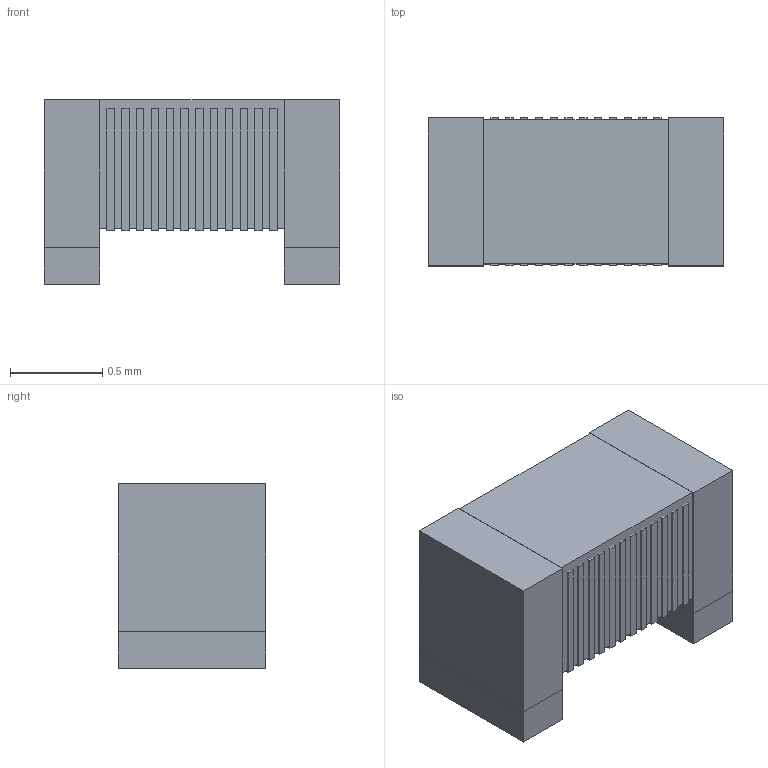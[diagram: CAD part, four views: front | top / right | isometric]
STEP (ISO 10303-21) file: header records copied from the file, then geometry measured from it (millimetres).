
FILE_DESCRIPTION(('CAx-IF Rec.Pracs.---Model Styling and Organization---1.5---2016-08-15','CAx-IF Rec.Pracs.---Geometric and Assembly Validation Properties---4.4---2016-08-17','CAx-IF Rec.Pracs.---User Defined Attributes---1.5---2016-08-15','CAx-IF Rec.Pracs.---External References---2.1---2005-01-19'),'2;1');
FILE_NAME('1297915.step','2023-11-09T13:12:32',('Unspecified'),('Unspecified'),'CAD Exchanger 3.10.2 (cadexchanger.com)','Unspecified','');
FILE_SCHEMA(('AUTOMOTIVE_DESIGN { 1 0 10303 214 1 1 1 1 }'));
Length unit declared in the file: millimetre
Products named in the file (18): ASSEMBLY; Rect1; Rect2; Rect3; Rect4; Rect5; Rect6; Rect7; Rect8; Rect9; Rect10; Rect11; Rect12; Rect13; Rect14; Rect15; Rect16; Rect17
Assembly tree (17 placements, depth 2):
  ASSEMBLY
    Rect1
    Rect2
    Rect3
    Rect4
    Rect5
    Rect6
    Rect7
    Rect8
    Rect9
    Rect10
    Rect11
    Rect12
    Rect13
    Rect14
    Rect15
    Rect16
    Rect17
Bounding box: 1.6 x 0.8 x 1 mm (x, y, z)
Volume: 1.3 mm3; surface area: 24.4 mm2
Topology: 17 solids, 17 shells, 102 faces, 204 edges, 136 vertices
Faces by surface type: plane 102
Entity records: 2990 total; most frequent: CARTESIAN_POINT 460, DIRECTION 444, ORIENTED_EDGE 408, EDGE_CURVE 204, LINE 204, VECTOR 204, VERTEX_POINT 136, AXIS2_PLACEMENT_3D 120
